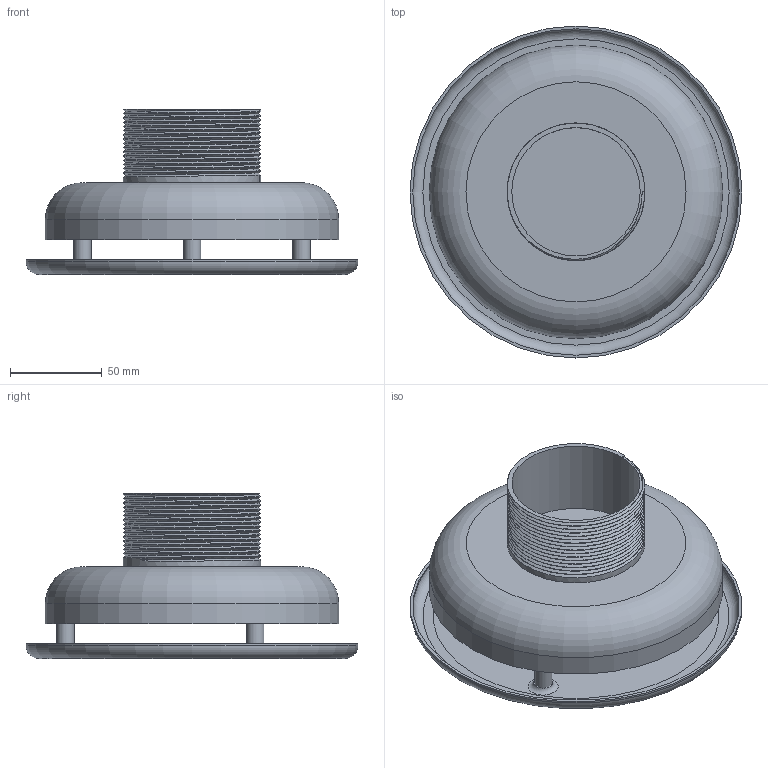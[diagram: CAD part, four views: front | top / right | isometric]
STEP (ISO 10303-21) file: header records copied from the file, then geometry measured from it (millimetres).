
FILE_DESCRIPTION(('STEP AP214'), '1');
FILE_NAME('栖闉罻', '2024-12-06T10:05:27', ('Runwill'), (''), 'C3D Converter', 'C3D Toolkit', '');
FILE_SCHEMA(('AUTOMOTIVE_DESIGN { 1 0 10303 214 3 1 1}'));
Length unit declared in the file: millimetre
Assembly tree (8 placements, depth 2):
  (unnamed)
    (unnamed)
    (unnamed)
    (unnamed)
    (unnamed)
    (unnamed)
    (unnamed)  x2
    (unnamed)
Bounding box: 181 x 181 x 89.97 mm (x, y, z)
Volume: 134433.2 mm3; surface area: 156965.4 mm2
Topology: 9 solids, 9 shells, 114 faces, 250 edges, 161 vertices
Faces by surface type: plane 47, cylinder 40, torus 16, cone 9, bspline 2
Full cylindrical faces by diameter (mm): 6 x3, 7.5 x6, 9.5 x3, 11.34 x3, 70 x1, 116 x1, 156 x2, 157 x1, 160 x1, 178 x1, 181 x1
Entity records: 9774 total; most frequent: CARTESIAN_POINT 7303, DIRECTION 410, ORIENTED_EDGE 352, AXIS2_PLACEMENT_3D 180, EDGE_CURVE 176, EDGE_LOOP 165, VERTEX_POINT 137, FACE_BOUND 101
